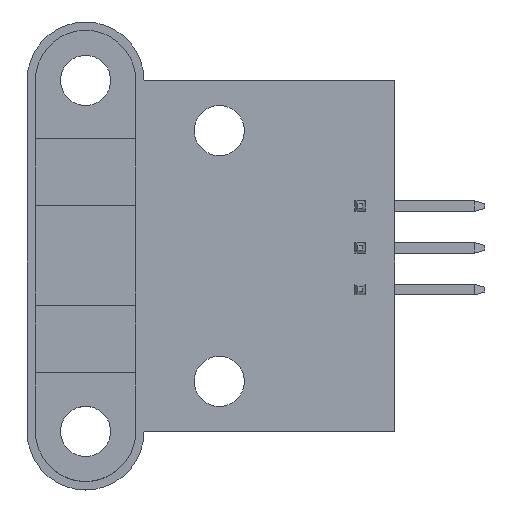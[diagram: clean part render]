
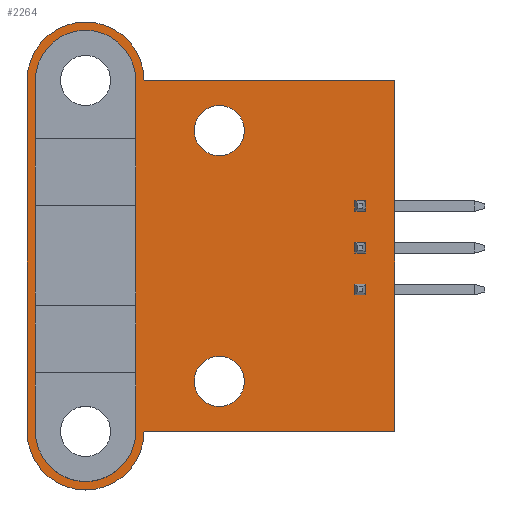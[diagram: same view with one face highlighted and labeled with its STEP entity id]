
A CAD part, top view. The second image highlights one B-rep face of the part: STEP entity #2264.
In plain terms, the highlighted planar face has unit normal (0, 0, 1).
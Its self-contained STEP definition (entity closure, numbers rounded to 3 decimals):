
#103=FACE_BOUND('',#436,.T.);
#104=FACE_BOUND('',#437,.T.);
#105=FACE_BOUND('',#438,.T.);
#106=FACE_BOUND('',#439,.T.);
#186=PLANE('',#2423);
#302=FACE_OUTER_BOUND('',#435,.T.);
#435=EDGE_LOOP('',(#1953,#1954,#1955,#1956,#1957,#1958));
#436=EDGE_LOOP('',(#1959));
#437=EDGE_LOOP('',(#1960));
#438=EDGE_LOOP('',(#1961));
#439=EDGE_LOOP('',(#1962));
#659=LINE('',#4829,#896);
#660=LINE('',#4833,#897);
#661=LINE('',#4835,#898);
#662=LINE('',#4837,#899);
#896=VECTOR('',#2867,10.);
#897=VECTOR('',#2870,10.);
#898=VECTOR('',#2871,10.);
#899=VECTOR('',#2872,10.);
#960=CIRCLE('',#2424,3.5);
#961=CIRCLE('',#2425,3.5);
#962=CIRCLE('',#2426,1.5);
#963=CIRCLE('',#2427,1.5);
#964=CIRCLE('',#2428,1.5);
#965=CIRCLE('',#2429,1.5);
#1128=VERTEX_POINT('',#4827);
#1129=VERTEX_POINT('',#4828);
#1130=VERTEX_POINT('',#4830);
#1131=VERTEX_POINT('',#4832);
#1132=VERTEX_POINT('',#4834);
#1133=VERTEX_POINT('',#4836);
#1134=VERTEX_POINT('',#4839);
#1135=VERTEX_POINT('',#4841);
#1136=VERTEX_POINT('',#4843);
#1137=VERTEX_POINT('',#4845);
#1411=EDGE_CURVE('',#1128,#1129,#659,.T.);
#1412=EDGE_CURVE('',#1129,#1130,#960,.T.);
#1413=EDGE_CURVE('',#1130,#1131,#660,.T.);
#1414=EDGE_CURVE('',#1131,#1132,#661,.T.);
#1415=EDGE_CURVE('',#1132,#1133,#662,.T.);
#1416=EDGE_CURVE('',#1133,#1128,#961,.T.);
#1417=EDGE_CURVE('',#1134,#1134,#962,.T.);
#1418=EDGE_CURVE('',#1135,#1135,#963,.T.);
#1419=EDGE_CURVE('',#1136,#1136,#964,.T.);
#1420=EDGE_CURVE('',#1137,#1137,#965,.T.);
#1953=ORIENTED_EDGE('',*,*,#1411,.T.);
#1954=ORIENTED_EDGE('',*,*,#1412,.T.);
#1955=ORIENTED_EDGE('',*,*,#1413,.T.);
#1956=ORIENTED_EDGE('',*,*,#1414,.T.);
#1957=ORIENTED_EDGE('',*,*,#1415,.T.);
#1958=ORIENTED_EDGE('',*,*,#1416,.T.);
#1959=ORIENTED_EDGE('',*,*,#1417,.T.);
#1960=ORIENTED_EDGE('',*,*,#1418,.T.);
#1961=ORIENTED_EDGE('',*,*,#1419,.T.);
#1962=ORIENTED_EDGE('',*,*,#1420,.T.);
#2264=ADVANCED_FACE('',(#302,#103,#104,#105,#106),#186,.T.);
#2423=AXIS2_PLACEMENT_3D('',#4826,#2865,#2866);
#2424=AXIS2_PLACEMENT_3D('',#4831,#2868,#2869);
#2425=AXIS2_PLACEMENT_3D('',#4838,#2873,#2874);
#2426=AXIS2_PLACEMENT_3D('',#4840,#2875,#2876);
#2427=AXIS2_PLACEMENT_3D('',#4842,#2877,#2878);
#2428=AXIS2_PLACEMENT_3D('',#4844,#2879,#2880);
#2429=AXIS2_PLACEMENT_3D('',#4846,#2881,#2882);
#2865=DIRECTION('center_axis',(0.,0.,1.));
#2866=DIRECTION('ref_axis',(1.,0.,0.));
#2867=DIRECTION('',(0.,-1.,0.));
#2868=DIRECTION('center_axis',(0.,0.,1.));
#2869=DIRECTION('ref_axis',(1.,0.,0.));
#2870=DIRECTION('',(1.,0.,0.));
#2871=DIRECTION('',(0.,1.,0.));
#2872=DIRECTION('',(-1.,0.,0.));
#2873=DIRECTION('center_axis',(0.,0.,1.));
#2874=DIRECTION('ref_axis',(1.,0.,0.));
#2875=DIRECTION('center_axis',(0.,0.,-1.));
#2876=DIRECTION('ref_axis',(1.,0.,0.));
#2877=DIRECTION('center_axis',(0.,0.,-1.));
#2878=DIRECTION('ref_axis',(1.,0.,0.));
#2879=DIRECTION('center_axis',(0.,0.,-1.));
#2880=DIRECTION('ref_axis',(1.,0.,0.));
#2881=DIRECTION('center_axis',(0.,0.,-1.));
#2882=DIRECTION('ref_axis',(1.,0.,0.));
#4826=CARTESIAN_POINT('Origin',(11.,10.5,1.));
#4827=CARTESIAN_POINT('',(0.,21.,1.));
#4828=CARTESIAN_POINT('',(0.,0.,1.));
#4829=CARTESIAN_POINT('',(0.,21.,1.));
#4830=CARTESIAN_POINT('',(7.,0.,1.));
#4831=CARTESIAN_POINT('Origin',(3.5,0.,1.));
#4832=CARTESIAN_POINT('',(22.,0.,1.));
#4833=CARTESIAN_POINT('',(0.,0.,1.));
#4834=CARTESIAN_POINT('',(22.,21.,1.));
#4835=CARTESIAN_POINT('',(22.,0.,1.));
#4836=CARTESIAN_POINT('',(7.,21.,1.));
#4837=CARTESIAN_POINT('',(22.,21.,1.));
#4838=CARTESIAN_POINT('Origin',(3.5,21.,1.));
#4839=CARTESIAN_POINT('',(2.,0.,1.));
#4840=CARTESIAN_POINT('Origin',(3.5,0.,1.));
#4841=CARTESIAN_POINT('',(2.,21.,1.));
#4842=CARTESIAN_POINT('Origin',(3.5,21.,1.));
#4843=CARTESIAN_POINT('',(10.,18.,1.));
#4844=CARTESIAN_POINT('Origin',(11.5,18.,1.));
#4845=CARTESIAN_POINT('',(10.,3.,1.));
#4846=CARTESIAN_POINT('Origin',(11.5,3.,1.));
